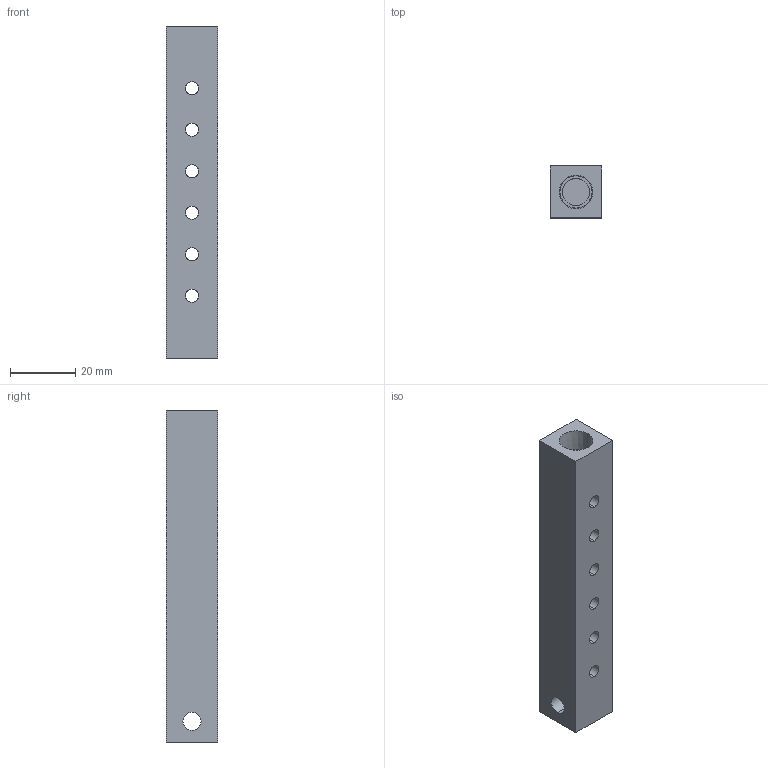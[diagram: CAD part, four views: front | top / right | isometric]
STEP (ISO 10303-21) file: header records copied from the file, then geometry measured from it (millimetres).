
FILE_DESCRIPTION (( 'STEP AP203' ), '1' );
FILE_NAME ('MRA-6BA-180.step', '2016-02-02T19:32:21', ( '' ), ( '' ), 'SwSTEP 2.0', 'SolidWorks 2015', '' );
FILE_SCHEMA (( 'CONFIG_CONTROL_DESIGN' ));
Length unit declared in the file: inch
Products named in the file (1): MRA-6BA-180
Bounding box: 15.88 x 15.75 x 101.6 mm (x, y, z)
Volume: 19299.9 mm3; surface area: 9822.8 mm2
Topology: 1 solids, 1 shells, 38 faces, 102 edges, 68 vertices
Faces by surface type: cylinder 28, plane 8, cone 2
Entity records: 1981 total; most frequent: CARTESIAN_POINT 905, ORIENTED_EDGE 204, DIRECTION 192, EDGE_CURVE 102, AXIS2_PLACEMENT_3D 75, VERTEX_POINT 68, EDGE_LOOP 66, VECTOR 42
